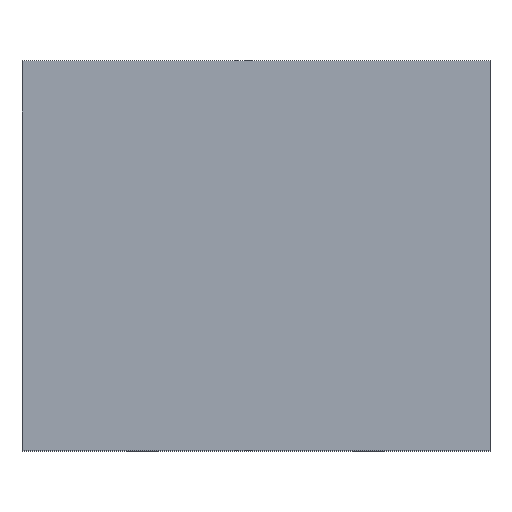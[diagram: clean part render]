
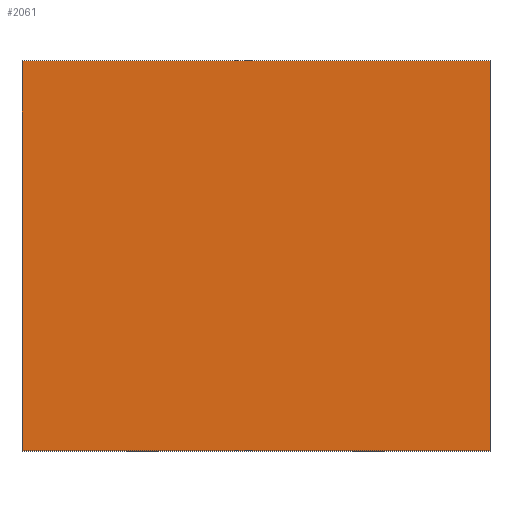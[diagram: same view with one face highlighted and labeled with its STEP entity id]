
A CAD part, top view. The second image highlights one B-rep face of the part: STEP entity #2061.
In plain terms, the highlighted face is planar.
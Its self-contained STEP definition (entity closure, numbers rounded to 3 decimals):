
#734=DIRECTION('',(0.,0.,1.));
#735=VECTOR('',#734,2.5);
#736=CARTESIAN_POINT('',(-1.5,0.95,-1.25));
#737=LINE('',#736,#735);
#741=DIRECTION('',(-1.,0.,0.));
#742=VECTOR('',#741,3.);
#743=CARTESIAN_POINT('',(1.5,0.95,-1.25));
#744=LINE('',#743,#742);
#748=DIRECTION('',(0.,0.,-1.));
#749=VECTOR('',#748,2.5);
#750=CARTESIAN_POINT('',(1.5,0.95,1.25));
#751=LINE('',#750,#749);
#755=DIRECTION('',(1.,0.,0.));
#756=VECTOR('',#755,3.);
#757=CARTESIAN_POINT('',(-1.5,0.95,1.25));
#758=LINE('',#757,#756);
#1508=CARTESIAN_POINT('',(-1.5,0.95,-1.25));
#1509=CARTESIAN_POINT('',(-1.5,0.95,1.25));
#1510=VERTEX_POINT('',#1508);
#1511=VERTEX_POINT('',#1509);
#1512=CARTESIAN_POINT('',(1.5,0.95,1.25));
#1513=VERTEX_POINT('',#1512);
#1514=CARTESIAN_POINT('',(1.5,0.95,-1.25));
#1515=VERTEX_POINT('',#1514);
#2050=CARTESIAN_POINT('',(0.,0.95,0.));
#2051=DIRECTION('',(0.,1.,0.));
#2052=DIRECTION('',(1.,0.,0.));
#2053=AXIS2_PLACEMENT_3D('',#2050,#2051,#2052);
#2054=PLANE('',#2053);
#2055=ORIENTED_EDGE('',*,*,#1892,.F.);
#2056=ORIENTED_EDGE('',*,*,#1942,.F.);
#2057=ORIENTED_EDGE('',*,*,#1976,.F.);
#2058=ORIENTED_EDGE('',*,*,#2024,.F.);
#2059=EDGE_LOOP('',(#2055,#2056,#2057,#2058));
#2060=FACE_OUTER_BOUND('',#2059,.F.);
#1892=EDGE_CURVE('',#1510,#1511,#737,.T.);
#1942=EDGE_CURVE('',#1515,#1510,#744,.T.);
#1976=EDGE_CURVE('',#1513,#1515,#751,.T.);
#2024=EDGE_CURVE('',#1511,#1513,#758,.T.);
#2061=ADVANCED_FACE('',(#2060),#2054,.T.);
